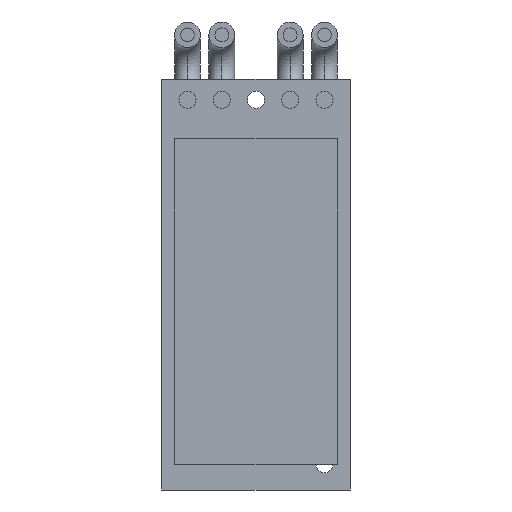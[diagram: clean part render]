
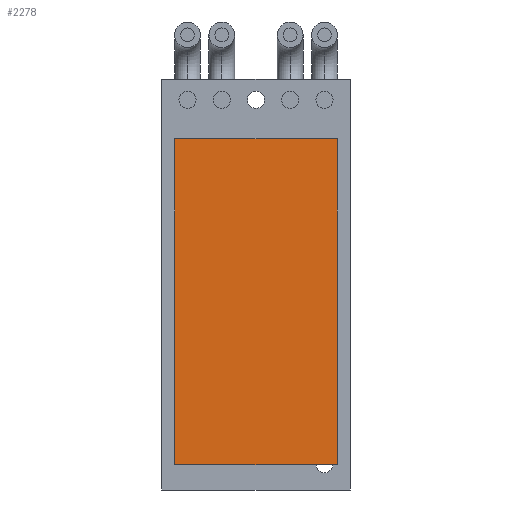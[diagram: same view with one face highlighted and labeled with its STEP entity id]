
A CAD part, front view. The second image highlights one B-rep face of the part: STEP entity #2278.
In plain terms, the highlighted planar face has unit normal (0, -1, 0).
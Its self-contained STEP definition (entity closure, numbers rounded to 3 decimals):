
#9 = EDGE_LOOP ( 'NONE', ( #2652, #3320, #2123, #669 ) ) ;
#38 = EDGE_CURVE ( 'NONE', #411, #1419, #671, .T. ) ;
#45 = PLANE ( 'NONE',  #2247 ) ;
#127 = VECTOR ( 'NONE', #1847, 1000. ) ;
#136 = EDGE_CURVE ( 'NONE', #1419, #2589, #1731, .T. ) ;
#147 = CARTESIAN_POINT ( 'NONE',  ( -4.762, 0., -10.525 ) ) ;
#296 = LINE ( 'NONE', #1854, #127 ) ;
#408 = LINE ( 'NONE', #2529, #1447 ) ;
#411 = VERTEX_POINT ( 'NONE', #2659 ) ;
#669 = ORIENTED_EDGE ( 'NONE', *, *, #136, .F. ) ;
#671 = LINE ( 'NONE', #1976, #3050 ) ;
#819 = DIRECTION ( 'NONE',  ( 0., 0., 1. ) ) ;
#870 = FACE_OUTER_BOUND ( 'NONE', #9, .T. ) ;
#1141 = VERTEX_POINT ( 'NONE', #1982 ) ;
#1419 = VERTEX_POINT ( 'NONE', #3279 ) ;
#1447 = VECTOR ( 'NONE', #3065, 1000. ) ;
#1689 = EDGE_CURVE ( 'NONE', #2589, #1141, #296, .T. ) ;
#1731 = LINE ( 'NONE', #2833, #2991 ) ;
#1844 = CARTESIAN_POINT ( 'NONE',  ( 0., 0., 0. ) ) ;
#1847 = DIRECTION ( 'NONE',  ( 0., 0., 1. ) ) ;
#1854 = CARTESIAN_POINT ( 'NONE',  ( -4.762, 0., -10.525 ) ) ;
#1976 = CARTESIAN_POINT ( 'NONE',  ( 4.763, 0., -10.525 ) ) ;
#1982 = CARTESIAN_POINT ( 'NONE',  ( -4.762, 0., 8.525 ) ) ;
#2123 = ORIENTED_EDGE ( 'NONE', *, *, #1689, .F. ) ;
#2146 = EDGE_CURVE ( 'NONE', #1141, #411, #408, .T. ) ;
#2214 = DIRECTION ( 'NONE',  ( 0., 0., -1. ) ) ;
#2247 = AXIS2_PLACEMENT_3D ( 'NONE', #1844, #3153, #819 ) ;
#2278 = ADVANCED_FACE ( 'NONE', ( #870 ), #45, .F. ) ;
#2529 = CARTESIAN_POINT ( 'NONE',  ( -4.762, 0., 8.525 ) ) ;
#2554 = DIRECTION ( 'NONE',  ( -1., 0., 0. ) ) ;
#2589 = VERTEX_POINT ( 'NONE', #147 ) ;
#2652 = ORIENTED_EDGE ( 'NONE', *, *, #38, .F. ) ;
#2659 = CARTESIAN_POINT ( 'NONE',  ( 4.763, 0., 8.525 ) ) ;
#2833 = CARTESIAN_POINT ( 'NONE',  ( -4.762, 0., -10.525 ) ) ;
#2991 = VECTOR ( 'NONE', #2554, 1000. ) ;
#3050 = VECTOR ( 'NONE', #2214, 1000. ) ;
#3065 = DIRECTION ( 'NONE',  ( 1., 0., 0. ) ) ;
#3153 = DIRECTION ( 'NONE',  ( 0., 1., 0. ) ) ;
#3279 = CARTESIAN_POINT ( 'NONE',  ( 4.763, 0., -10.525 ) ) ;
#3320 = ORIENTED_EDGE ( 'NONE', *, *, #2146, .F. ) ;
